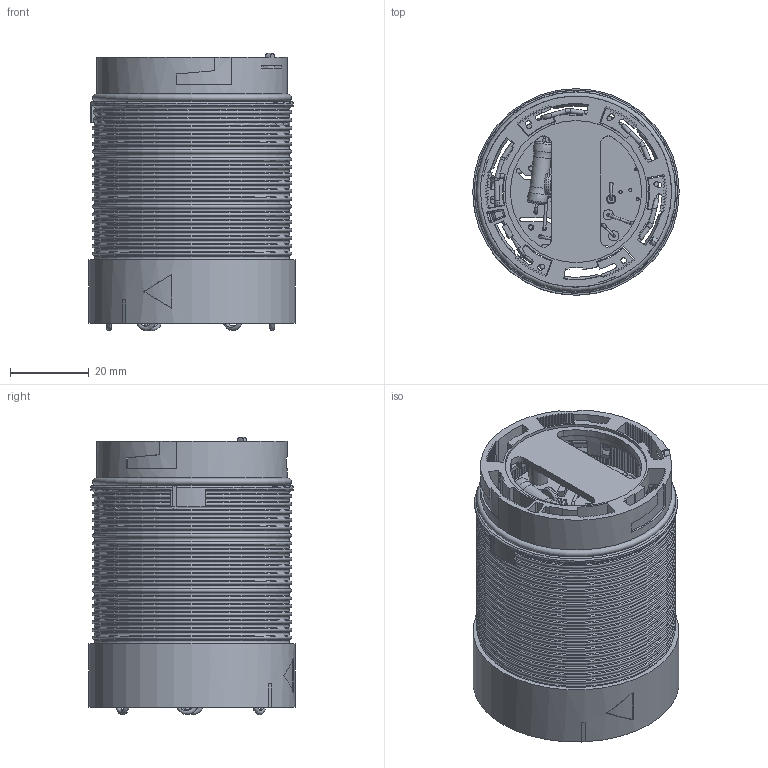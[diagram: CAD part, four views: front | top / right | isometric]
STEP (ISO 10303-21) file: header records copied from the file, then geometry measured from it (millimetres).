
FILE_DESCRIPTION((''),'2;1');
FILE_NAME('TL50LAXX.stp','2015-07-31T12:28:38',('CAD Station'),(''),'Autodesk Inventor 2013','Autodesk Inventor 2013','');
FILE_SCHEMA(('CONFIG_CONTROL_DESIGN'));
Length unit declared in the file: millimetre
Products named in the file (40): TL50LAXX; 28; 29; 30; 31; 32; 33; 34; 35; 36; 37; Assem1; 7; 8; 9; 10; 11; 12; 13; 14; 15; 16; 17; 18; 19; 20; 21; 22; 23; 24; 25; 26; 27; Assem3; 1; 2; 3; 4; 5; 6
Assembly tree (41 placements, depth 4):
  TL50LAXX
    28
    29
    30
    31
    32
    33
    34
    35
    36
    37
    Assem1
      7
      8
      9
      10
      11
      12
      13
      14
      15
      16
      17
      18
      19
      20
      21
      22
      23
      24
      25
      26
      27
      Assem3  x3
        1
        2
        3
        4
        5
        6
Bounding box: 52.6 x 52.6 x 70.63 mm (x, y, z)
Volume: 31180.7 mm3; surface area: 39299.8 mm2
Topology: 49 solids, 49 shells, 1374 faces, 3611 edges, 2330 vertices
Faces by surface type: plane 894, cylinder 209, cone 108, torus 93, bspline 61, sphere 7, revolution 2
Full cylindrical faces by diameter (mm): 0.5 x3, 0.7 x22, 0.8 x10, 1 x25, 1.193 x3, 1.2 x26, 1.3 x2, 1.4 x6, 1.674 x2, 1.951 x2, 2 x1, 2.3 x1, 2.6 x4, 2.7 x2, 3.8 x2, 4.4 x1, 5.25 x2, 36.573 x1, 48.65 x1, 50.4 x1, 52.6 x1
Entity records: 44413 total; most frequent: CARTESIAN_POINT 12249, DIRECTION 6384, ORIENTED_EDGE 6244, EDGE_CURVE 3122, VERTEX_POINT 2164, AXIS2_PLACEMENT_3D 2140, VECTOR 2102, LINE 2102
